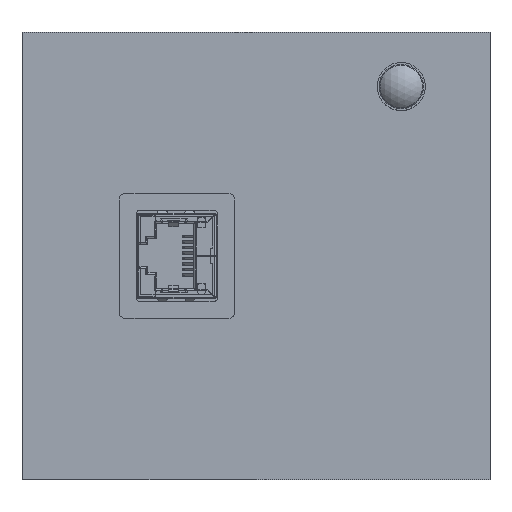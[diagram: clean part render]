
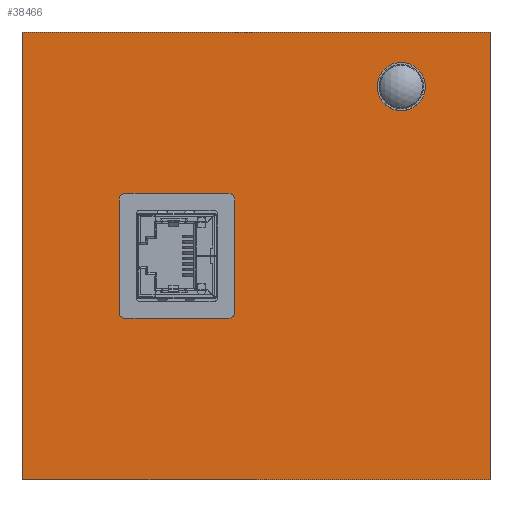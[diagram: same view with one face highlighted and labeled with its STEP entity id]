
A CAD part, top view. The second image highlights one B-rep face of the part: STEP entity #38466.
In plain terms, the highlighted planar face has unit normal (0, 0, 1).
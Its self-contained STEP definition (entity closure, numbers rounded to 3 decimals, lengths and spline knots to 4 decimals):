
#653=FACE_BOUND('',#4075,.T.);
#654=FACE_BOUND('',#4076,.T.);
#829=PLANE('',#40585);
#2070=FACE_OUTER_BOUND('',#4074,.T.);
#4074=EDGE_LOOP('',(#25319,#25320,#25321,#25322));
#4075=EDGE_LOOP('',(#25323,#25324,#25325,#25326,#25327,#25328,#25329,#25330));
#4076=EDGE_LOOP('',(#25331));
#6034=LINE('',#53671,#10121);
#6037=LINE('',#53677,#10124);
#6040=LINE('',#53683,#10127);
#6043=LINE('',#53687,#10130);
#6341=LINE('',#54618,#10428);
#6342=LINE('',#54622,#10429);
#6343=LINE('',#54626,#10430);
#6344=LINE('',#54629,#10431);
#10121=VECTOR('',#43438,0.3937);
#10124=VECTOR('',#43443,0.3937);
#10127=VECTOR('',#43448,0.3937);
#10130=VECTOR('',#43453,0.3937);
#10428=VECTOR('',#44213,0.3937);
#10429=VECTOR('',#44216,0.3937);
#10430=VECTOR('',#44219,0.3937);
#10431=VECTOR('',#44222,0.3937);
#14314=CIRCLE('',#40586,0.05);
#14315=CIRCLE('',#40587,0.05);
#14316=CIRCLE('',#40588,0.05);
#14317=CIRCLE('',#40589,0.05);
#14318=CIRCLE('',#40590,0.175);
#15280=VERTEX_POINT('',#53668);
#15281=VERTEX_POINT('',#53670);
#15283=VERTEX_POINT('',#53676);
#15285=VERTEX_POINT('',#53682);
#15589=VERTEX_POINT('',#54614);
#15590=VERTEX_POINT('',#54615);
#15591=VERTEX_POINT('',#54617);
#15592=VERTEX_POINT('',#54619);
#15593=VERTEX_POINT('',#54621);
#15594=VERTEX_POINT('',#54623);
#15595=VERTEX_POINT('',#54625);
#15596=VERTEX_POINT('',#54627);
#15597=VERTEX_POINT('',#54630);
#18929=EDGE_CURVE('',#15281,#15280,#6034,.T.);
#18932=EDGE_CURVE('',#15283,#15281,#6037,.T.);
#18935=EDGE_CURVE('',#15285,#15283,#6040,.T.);
#18938=EDGE_CURVE('',#15280,#15285,#6043,.T.);
#19360=EDGE_CURVE('',#15589,#15590,#14314,.T.);
#19361=EDGE_CURVE('',#15590,#15591,#6341,.T.);
#19362=EDGE_CURVE('',#15591,#15592,#14315,.T.);
#19363=EDGE_CURVE('',#15592,#15593,#6342,.T.);
#19364=EDGE_CURVE('',#15593,#15594,#14316,.T.);
#19365=EDGE_CURVE('',#15594,#15595,#6343,.T.);
#19366=EDGE_CURVE('',#15595,#15596,#14317,.T.);
#19367=EDGE_CURVE('',#15596,#15589,#6344,.T.);
#19368=EDGE_CURVE('',#15597,#15597,#14318,.T.);
#25319=ORIENTED_EDGE('',*,*,#18929,.T.);
#25320=ORIENTED_EDGE('',*,*,#18938,.T.);
#25321=ORIENTED_EDGE('',*,*,#18935,.T.);
#25322=ORIENTED_EDGE('',*,*,#18932,.T.);
#25323=ORIENTED_EDGE('',*,*,#19360,.T.);
#25324=ORIENTED_EDGE('',*,*,#19361,.T.);
#25325=ORIENTED_EDGE('',*,*,#19362,.T.);
#25326=ORIENTED_EDGE('',*,*,#19363,.T.);
#25327=ORIENTED_EDGE('',*,*,#19364,.T.);
#25328=ORIENTED_EDGE('',*,*,#19365,.T.);
#25329=ORIENTED_EDGE('',*,*,#19366,.T.);
#25330=ORIENTED_EDGE('',*,*,#19367,.T.);
#25331=ORIENTED_EDGE('',*,*,#19368,.T.);
#38466=ADVANCED_FACE('',(#2070,#653,#654),#829,.T.);
#40585=AXIS2_PLACEMENT_3D('',#54613,#44209,#44210);
#40586=AXIS2_PLACEMENT_3D('',#54616,#44211,#44212);
#40587=AXIS2_PLACEMENT_3D('',#54620,#44214,#44215);
#40588=AXIS2_PLACEMENT_3D('',#54624,#44217,#44218);
#40589=AXIS2_PLACEMENT_3D('',#54628,#44220,#44221);
#40590=AXIS2_PLACEMENT_3D('',#54631,#44223,#44224);
#43438=DIRECTION('',(-1.,0.,0.));
#43443=DIRECTION('',(0.,1.,0.));
#43448=DIRECTION('',(1.,0.,0.));
#43453=DIRECTION('',(0.,-1.,0.));
#44209=DIRECTION('center_axis',(0.,0.,1.));
#44210=DIRECTION('ref_axis',(1.,0.,0.));
#44211=DIRECTION('center_axis',(0.,0.,-1.));
#44212=DIRECTION('ref_axis',(0.707,-0.707,0.));
#44213=DIRECTION('',(-1.,0.,0.));
#44214=DIRECTION('center_axis',(0.,0.,-1.));
#44215=DIRECTION('ref_axis',(-0.707,-0.707,0.));
#44216=DIRECTION('',(0.,1.,0.));
#44217=DIRECTION('center_axis',(0.,0.,-1.));
#44218=DIRECTION('ref_axis',(-0.707,0.707,0.));
#44219=DIRECTION('',(1.,0.,0.));
#44220=DIRECTION('center_axis',(0.,0.,-1.));
#44221=DIRECTION('ref_axis',(0.707,0.707,0.));
#44222=DIRECTION('',(0.,-1.,0.));
#44223=DIRECTION('center_axis',(0.,0.,-1.));
#44224=DIRECTION('ref_axis',(-1.,0.,0.));
#53668=CARTESIAN_POINT('',(-1.775,1.625,0.8));
#53670=CARTESIAN_POINT('',(1.625,1.625,0.8));
#53671=CARTESIAN_POINT('',(-1.775,1.625,0.8));
#53676=CARTESIAN_POINT('',(1.625,-1.625,0.8));
#53677=CARTESIAN_POINT('',(1.625,1.625,0.8));
#53682=CARTESIAN_POINT('',(-1.775,-1.625,0.8));
#53683=CARTESIAN_POINT('',(1.625,-1.625,0.8));
#53687=CARTESIAN_POINT('',(-1.775,-1.625,0.8));
#54613=CARTESIAN_POINT('Origin',(-0.075,0.,0.8));
#54614=CARTESIAN_POINT('',(-0.23,-0.4052,0.8));
#54615=CARTESIAN_POINT('',(-0.28,-0.4552,0.8));
#54616=CARTESIAN_POINT('Origin',(-0.28,-0.4052,
0.8));
#54617=CARTESIAN_POINT('',(-1.02,-0.4552,0.8));
#54618=CARTESIAN_POINT('',(-0.5725,-0.4552,0.8));
#54619=CARTESIAN_POINT('',(-1.07,-0.4052,0.8));
#54620=CARTESIAN_POINT('Origin',(-1.02,-0.4052,0.8));
#54621=CARTESIAN_POINT('',(-1.07,0.4048,0.8));
#54622=CARTESIAN_POINT('',(-1.07,0.2274,0.8));
#54623=CARTESIAN_POINT('',(-1.02,0.4548,0.8));
#54624=CARTESIAN_POINT('Origin',(-1.02,0.4048,0.8));
#54625=CARTESIAN_POINT('',(-0.28,0.4548,0.8));
#54626=CARTESIAN_POINT('',(-0.1525,0.4548,0.8));
#54627=CARTESIAN_POINT('',(-0.23,0.4048,0.8));
#54628=CARTESIAN_POINT('Origin',(-0.28,0.4048,0.8));
#54629=CARTESIAN_POINT('',(-0.23,-0.2276,0.8));
#54630=CARTESIAN_POINT('',(1.155,1.23,0.8));
#54631=CARTESIAN_POINT('Origin',(0.98,1.23,0.8));
